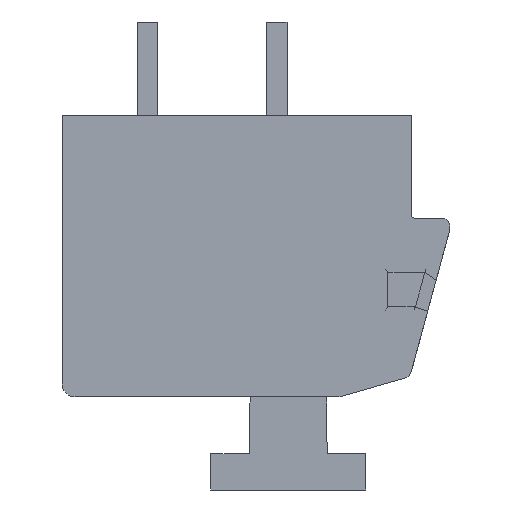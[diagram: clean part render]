
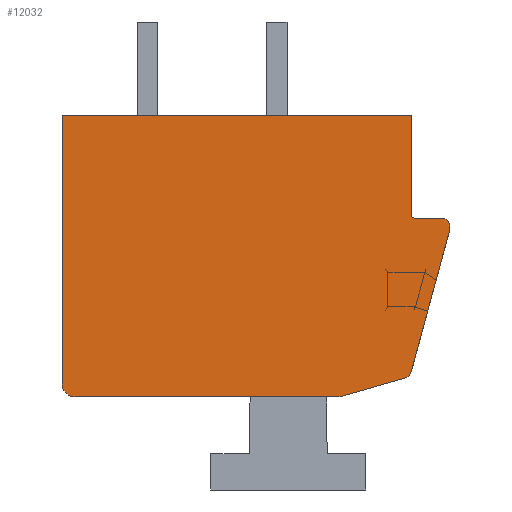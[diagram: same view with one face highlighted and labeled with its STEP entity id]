
A CAD part, front view. The second image highlights one B-rep face of the part: STEP entity #12032.
In plain terms, the highlighted planar face has unit normal (0, -1, 0).
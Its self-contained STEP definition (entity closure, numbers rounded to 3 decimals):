
#1=CARTESIAN_POINT('',(7.2,-98.75,1.15));
#2=DIRECTION('',(0.,-1.,0.));
#3=DIRECTION('',(1.,0.,0.));
#4=AXIS2_PLACEMENT_3D('',#1,#2,#3);
#6=DIRECTION('',(0.,0.,-1.));
#7=VECTOR('',#6,0.119);
#8=CARTESIAN_POINT('',(7.5,-98.75,1.15));
#9=LINE('',#8,#7);
#10=DIRECTION('',(0.262,0.,0.965));
#11=VECTOR('',#10,5.739);
#12=CARTESIAN_POINT('',(5.994,-98.75,-4.507));
#13=LINE('',#12,#11);
#14=CARTESIAN_POINT('',(5.705,-98.75,-4.428));
#15=DIRECTION('',(0.,-1.,0.));
#16=DIRECTION('',(0.274,0.,-0.962));
#17=AXIS2_PLACEMENT_3D('',#14,#15,#16);
#19=DIRECTION('',(0.962,0.,0.274));
#20=VECTOR('',#19,2.679);
#21=CARTESIAN_POINT('',(3.21,-98.75,-5.45));
#22=LINE('',#21,#20);
#23=DIRECTION('',(-1.,0.,0.));
#24=VECTOR('',#23,10.21);
#25=CARTESIAN_POINT('',(3.21,-98.75,-5.45));
#26=LINE('',#25,#24);
#27=CARTESIAN_POINT('',(-7.,-98.75,-4.95));
#28=DIRECTION('',(0.,-1.,0.));
#29=DIRECTION('',(-1.,0.,0.));
#30=AXIS2_PLACEMENT_3D('',#27,#28,#29);
#32=DIRECTION('',(0.,0.,1.));
#33=VECTOR('',#32,10.4);
#34=CARTESIAN_POINT('',(-7.5,-98.75,-4.95));
#35=LINE('',#34,#33);
#36=DIRECTION('',(1.,0.,0.));
#37=VECTOR('',#36,13.5);
#38=CARTESIAN_POINT('',(-7.5,-98.75,5.45));
#39=LINE('',#38,#37);
#40=DIRECTION('',(0.,0.,-1.));
#41=VECTOR('',#40,3.85);
#42=CARTESIAN_POINT('',(6.,-98.75,5.45));
#43=LINE('',#42,#41);
#44=DIRECTION('',(1.,0.,0.));
#45=VECTOR('',#44,1.05);
#46=CARTESIAN_POINT('',(6.15,-98.75,1.45));
#47=LINE('',#46,#45);
#60=CARTESIAN_POINT('',(6.15,-98.75,1.6));
#61=DIRECTION('',(0.,1.,0.));
#62=DIRECTION('',(0.,0.,-1.));
#63=AXIS2_PLACEMENT_3D('',#60,#61,#62);
#9593=CARTESIAN_POINT('',(-7.5,-98.75,5.45));
#9594=CARTESIAN_POINT('',(6.,-98.75,5.45));
#9595=VERTEX_POINT('',#9593);
#9596=VERTEX_POINT('',#9594);
#9597=CARTESIAN_POINT('',(6.,-98.75,1.6));
#9598=VERTEX_POINT('',#9597);
#9599=CARTESIAN_POINT('',(6.15,-98.75,1.45));
#9600=VERTEX_POINT('',#9599);
#9601=CARTESIAN_POINT('',(7.5,-98.75,1.15));
#9602=CARTESIAN_POINT('',(7.2,-98.75,1.45));
#9603=VERTEX_POINT('',#9601);
#9604=VERTEX_POINT('',#9602);
#9605=CARTESIAN_POINT('',(5.787,-98.75,-4.716));
#9606=CARTESIAN_POINT('',(5.994,-98.75,-4.507));
#9607=VERTEX_POINT('',#9605);
#9608=VERTEX_POINT('',#9606);
#9609=CARTESIAN_POINT('',(-7.5,-98.75,-4.95));
#9610=CARTESIAN_POINT('',(-7.,-98.75,-5.45));
#9611=VERTEX_POINT('',#9609);
#9612=VERTEX_POINT('',#9610);
#9613=CARTESIAN_POINT('',(3.21,-98.75,-5.45));
#9614=VERTEX_POINT('',#9613);
#9615=CARTESIAN_POINT('',(7.5,-98.75,1.031));
#9616=VERTEX_POINT('',#9615);
#12001=CARTESIAN_POINT('',(0.,-98.75,0.));
#12002=DIRECTION('',(0.,1.,0.));
#12003=DIRECTION('',(1.,0.,0.));
#12004=AXIS2_PLACEMENT_3D('',#12001,#12002,#12003);
#12005=PLANE('',#12004);
#12007=ORIENTED_EDGE('',*,*,#12006,.F.);
#12009=ORIENTED_EDGE('',*,*,#12008,.T.);
#12011=ORIENTED_EDGE('',*,*,#12010,.F.);
#12013=ORIENTED_EDGE('',*,*,#12012,.F.);
#12015=ORIENTED_EDGE('',*,*,#12014,.F.);
#12017=ORIENTED_EDGE('',*,*,#12016,.T.);
#12019=ORIENTED_EDGE('',*,*,#12018,.F.);
#12021=ORIENTED_EDGE('',*,*,#12020,.T.);
#12023=ORIENTED_EDGE('',*,*,#12022,.T.);
#12025=ORIENTED_EDGE('',*,*,#12024,.T.);
#12027=ORIENTED_EDGE('',*,*,#12026,.F.);
#12029=ORIENTED_EDGE('',*,*,#12028,.T.);
#12030=EDGE_LOOP('',(#12007,#12009,#12011,#12013,#12015,#12017,#12019,#12021,
#12023,#12025,#12027,#12029));
#12031=FACE_OUTER_BOUND('',#12030,.F.);
#12032=ADVANCED_FACE('',(#12031),#12005,.F.);
#5=CIRCLE('',#4,0.3);
#18=CIRCLE('',#17,0.3);
#31=CIRCLE('',#30,0.5);
#64=CIRCLE('',#63,0.15);
#12006=EDGE_CURVE('',#9603,#9604,#5,.T.);
#12008=EDGE_CURVE('',#9603,#9616,#9,.T.);
#12010=EDGE_CURVE('',#9608,#9616,#13,.T.);
#12012=EDGE_CURVE('',#9607,#9608,#18,.T.);
#12014=EDGE_CURVE('',#9614,#9607,#22,.T.);
#12016=EDGE_CURVE('',#9614,#9612,#26,.T.);
#12018=EDGE_CURVE('',#9611,#9612,#31,.T.);
#12020=EDGE_CURVE('',#9611,#9595,#35,.T.);
#12022=EDGE_CURVE('',#9595,#9596,#39,.T.);
#12024=EDGE_CURVE('',#9596,#9598,#43,.T.);
#12026=EDGE_CURVE('',#9600,#9598,#64,.T.);
#12028=EDGE_CURVE('',#9600,#9604,#47,.T.);
